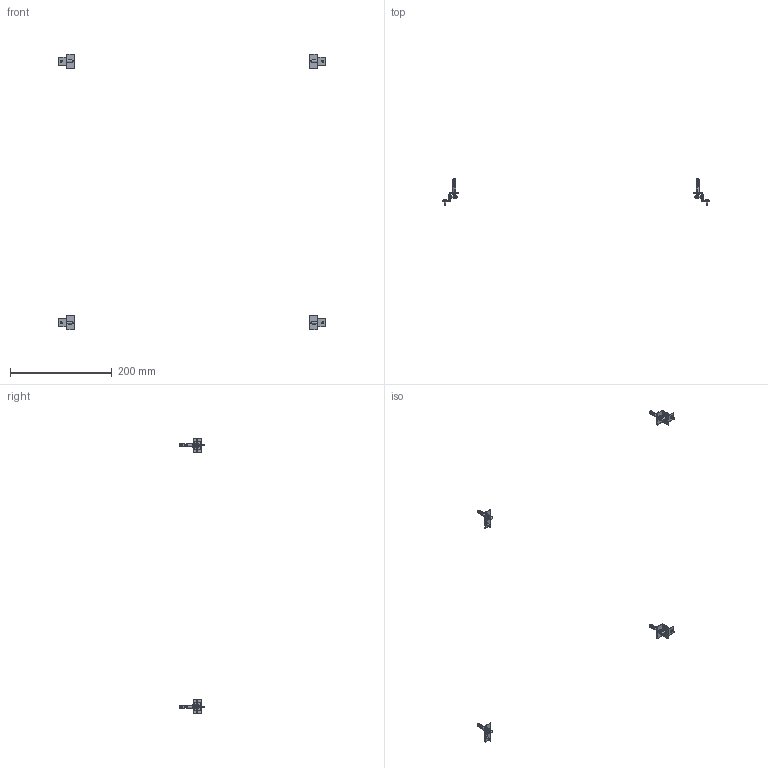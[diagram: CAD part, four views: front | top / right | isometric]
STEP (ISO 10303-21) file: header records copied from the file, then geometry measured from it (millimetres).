
FILE_DESCRIPTION (( 'STEP AP214' ), '1' );
FILE_NAME ('LDVO1D-PLN-6368 Êîìïëåêò êðåï¸æíûõ ýëåìåíòîâ ¹1 (íàêëàäíîé ìîíòàæ) IEK.STEP', '2017-08-17T06:39:30', ( '' ), ( '' ), 'SwSTEP 2.0', 'SolidWorks 2014', '' );
FILE_SCHEMA (( 'AUTOMOTIVE_DESIGN' ));
Length unit declared in the file: millimetre
Products named in the file (1): LDVO1D-PLN-6368 Êîìïëåêò êðåï¸æíûõ ýëåìåíòîâ ¹1 (íàêëàäíîé ìîíòàæ) IEK
Bounding box: 525 x 51 x 542 mm (x, y, z)
Volume: 9124.6 mm3; surface area: 15020.4 mm2
Topology: 4 solids, 4 shells, 624 faces, 1644 edges, 1064 vertices
Faces by surface type: plane 452, cylinder 108, cone 24, sphere 24, torus 16
Entity records: 19661 total; most frequent: DIRECTION 3582, CARTESIAN_POINT 3381, ORIENTED_EDGE 3288, EDGE_CURVE 1644, AXIS2_PLACEMENT_3D 1329, VERTEX_POINT 1064, LINE 924, VECTOR 924
